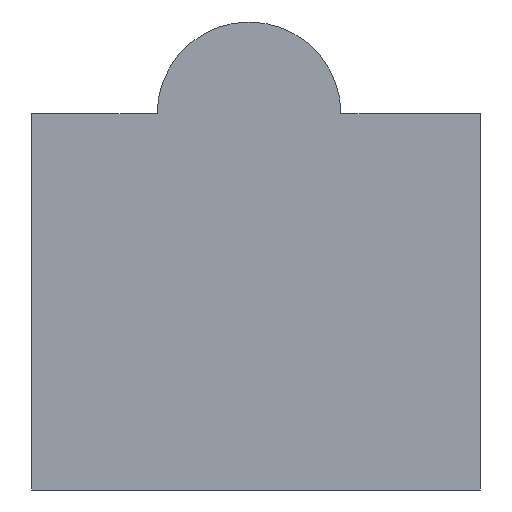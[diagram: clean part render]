
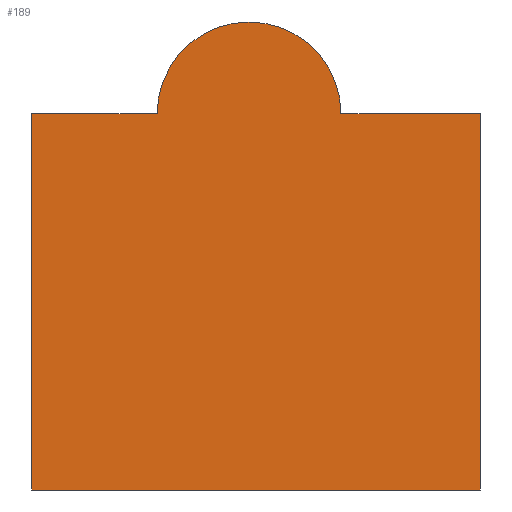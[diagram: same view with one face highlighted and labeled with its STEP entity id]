
A CAD part, front view. The second image highlights one B-rep face of the part: STEP entity #189.
In plain terms, the highlighted planar face has unit normal (0, -1, 0).
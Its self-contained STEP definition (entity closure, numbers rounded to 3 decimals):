
#14 = CARTESIAN_POINT ( 'NONE',  ( -25.539, 0., 22.525 ) ) ;
#17 = DIRECTION ( 'NONE',  ( 1., 0., 0. ) ) ;
#21 = LINE ( 'NONE', #14, #222 ) ;
#22 = CARTESIAN_POINT ( 'NONE',  ( -0.793, 0., 22.525 ) ) ;
#56 = ORIENTED_EDGE ( 'NONE', *, *, #157, .F. ) ;
#57 = ORIENTED_EDGE ( 'NONE', *, *, #161, .F. ) ;
#58 = ORIENTED_EDGE ( 'NONE', *, *, #166, .F. ) ;
#59 = ORIENTED_EDGE ( 'NONE', *, *, #164, .F. ) ;
#60 = ORIENTED_EDGE ( 'NONE', *, *, #158, .F. ) ;
#61 = ORIENTED_EDGE ( 'NONE', *, *, #153, .F. ) ;
#87 = EDGE_LOOP ( 'NONE', ( #56, #58, #59, #57, #60, #61 ) ) ;
#102 = VERTEX_POINT ( 'NONE', #120 ) ;
#103 = VERTEX_POINT ( 'NONE', #121 ) ;
#105 = VERTEX_POINT ( 'NONE', #123 ) ;
#107 = VERTEX_POINT ( 'NONE', #125 ) ;
#109 = VERTEX_POINT ( 'NONE', #127 ) ;
#111 = VERTEX_POINT ( 'NONE', #129 ) ;
#120 = CARTESIAN_POINT ( 'NONE',  ( -25.539, 0., 22.525 ) ) ;
#121 = CARTESIAN_POINT ( 'NONE',  ( -25.539, 0., -20.304 ) ) ;
#123 = CARTESIAN_POINT ( 'NONE',  ( -11.262, 0., 22.525 ) ) ;
#125 = CARTESIAN_POINT ( 'NONE',  ( 9.676, 0., 22.525 ) ) ;
#127 = CARTESIAN_POINT ( 'NONE',  ( 25.539, 0., 22.525 ) ) ;
#129 = CARTESIAN_POINT ( 'NONE',  ( 25.539, 0., -20.304 ) ) ;
#153 = EDGE_CURVE ( 'NONE', #102, #105, #21, .T. ) ;
#157 = EDGE_CURVE ( 'NONE', #103, #102, #294, .T. ) ;
#158 = EDGE_CURVE ( 'NONE', #105, #107, #194, .T. ) ;
#161 = EDGE_CURVE ( 'NONE', #107, #109, #303, .T. ) ;
#164 = EDGE_CURVE ( 'NONE', #109, #111, #312, .T. ) ;
#166 = EDGE_CURVE ( 'NONE', #111, #103, #318, .T. ) ;
#189 = ADVANCED_FACE ( 'NONE', ( #277 ), #396, .F. ) ;
#194 = CIRCLE ( 'NONE', #228, 10.469 ) ;
#215 = VECTOR ( 'NONE', #296, 1000. ) ;
#222 = VECTOR ( 'NONE', #17, 1000. ) ;
#228 = AXIS2_PLACEMENT_3D ( 'NONE', #22, #297, #298 ) ;
#229 = VECTOR ( 'NONE', #305, 1000. ) ;
#233 = VECTOR ( 'NONE', #314, 1000. ) ;
#235 = VECTOR ( 'NONE', #320, 1000. ) ;
#273 = AXIS2_PLACEMENT_3D ( 'NONE', #397, #398, #399 ) ;
#277 = FACE_OUTER_BOUND ( 'NONE', #87, .T. ) ;
#294 = LINE ( 'NONE', #295, #215 ) ;
#295 = CARTESIAN_POINT ( 'NONE',  ( -25.539, 0., -20.304 ) ) ;
#296 = DIRECTION ( 'NONE',  ( 0., 0., 1. ) ) ;
#297 = DIRECTION ( 'NONE',  ( 0., 1., 0. ) ) ;
#298 = DIRECTION ( 'NONE',  ( 0., 0., 1. ) ) ;
#303 = LINE ( 'NONE', #304, #229 ) ;
#304 = CARTESIAN_POINT ( 'NONE',  ( 9.676, 0., 22.525 ) ) ;
#305 = DIRECTION ( 'NONE',  ( 1., 0., 0. ) ) ;
#312 = LINE ( 'NONE', #313, #233 ) ;
#313 = CARTESIAN_POINT ( 'NONE',  ( 25.539, 0., -20.304 ) ) ;
#314 = DIRECTION ( 'NONE',  ( 0., 0., -1. ) ) ;
#318 = LINE ( 'NONE', #319, #235 ) ;
#319 = CARTESIAN_POINT ( 'NONE',  ( -25.539, 0., -20.304 ) ) ;
#320 = DIRECTION ( 'NONE',  ( -1., 0., 0. ) ) ;
#396 = PLANE ( 'NONE',  #273 ) ;
#397 = CARTESIAN_POINT ( 'NONE',  ( -0.793, 0., 22.525 ) ) ;
#398 = DIRECTION ( 'NONE',  ( 0., 1., 0. ) ) ;
#399 = DIRECTION ( 'NONE',  ( 0., 0., 1. ) ) ;
